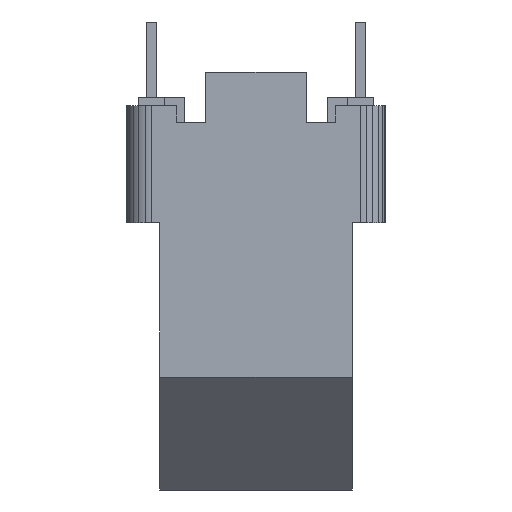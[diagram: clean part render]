
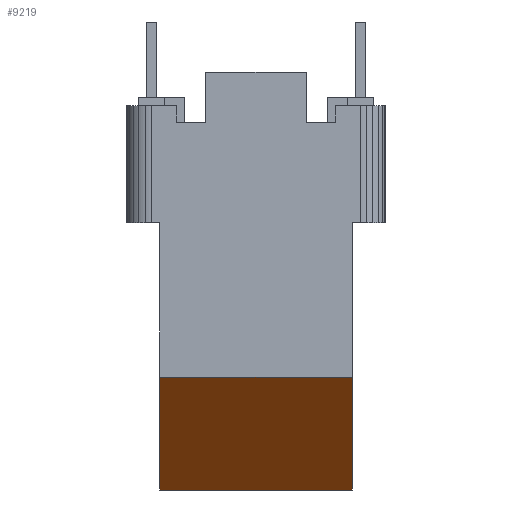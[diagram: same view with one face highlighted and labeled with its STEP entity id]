
A CAD part, front view. The second image highlights one B-rep face of the part: STEP entity #9219.
In plain terms, the highlighted planar face has unit normal (0, -0.707, -0.707).
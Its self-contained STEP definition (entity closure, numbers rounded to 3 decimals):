
#535 = PLANE('',#536);
#536 = AXIS2_PLACEMENT_3D('',#537,#538,#539);
#537 = CARTESIAN_POINT('',(11.5,0.,6.75));
#538 = DIRECTION('',(0.,-1.,0.));
#539 = DIRECTION('',(0.,0.,-1.));
#1164 = PLANE('',#1165);
#1165 = AXIS2_PLACEMENT_3D('',#1166,#1167,#1168);
#1166 = CARTESIAN_POINT('',(11.5,8.,16.));
#1167 = DIRECTION('',(1.,0.,0.));
#1168 = DIRECTION('',(0.,0.,1.));
#1220 = PLANE('',#1221);
#1221 = AXIS2_PLACEMENT_3D('',#1222,#1223,#1224);
#1222 = CARTESIAN_POINT('',(0.,0.,
    16.));
#1223 = DIRECTION('',(-1.,0.,0.));
#1224 = DIRECTION('',(0.,-1.,0.));
#1629 = PLANE('',#1630);
#1630 = AXIS2_PLACEMENT_3D('',#1631,#1632,#1633);
#1631 = CARTESIAN_POINT('',(0.,6.75,0.));
#1632 = DIRECTION('',(0.,0.,-1.));
#1633 = DIRECTION('',(-1.,0.,0.));
#3201 = VERTEX_POINT('',#3202);
#3202 = CARTESIAN_POINT('',(11.5,0.,6.75));
#3223 = EDGE_CURVE('',#3201,#3224,#3226,.T.);
#3224 = VERTEX_POINT('',#3225);
#3225 = CARTESIAN_POINT('',(11.5,6.75,0.));
#3226 = SURFACE_CURVE('',#3227,(#3231,#3238),.PCURVE_S1.);
#3227 = LINE('',#3228,#3229);
#3228 = CARTESIAN_POINT('',(11.5,0.,6.75));
#3229 = VECTOR('',#3230,1.);
#3230 = DIRECTION('',(0.,0.707,-0.707));
#3231 = PCURVE('',#1164,#3232);
#3232 = DEFINITIONAL_REPRESENTATION('',(#3233),#3237);
#3233 = LINE('',#3234,#3235);
#3234 = CARTESIAN_POINT('',(-9.25,8.));
#3235 = VECTOR('',#3236,1.);
#3236 = DIRECTION('',(-0.707,-0.707));
#3237 = ( GEOMETRIC_REPRESENTATION_CONTEXT(2) 
PARAMETRIC_REPRESENTATION_CONTEXT() REPRESENTATION_CONTEXT('2D SPACE',''
  ) );
#3238 = PCURVE('',#3239,#3244);
#3239 = PLANE('',#3240);
#3240 = AXIS2_PLACEMENT_3D('',#3241,#3242,#3243);
#3241 = CARTESIAN_POINT('',(0.,6.75,0.));
#3242 = DIRECTION('',(0.,-0.707,
    -0.707));
#3243 = DIRECTION('',(0.,0.707,-0.707));
#3244 = DEFINITIONAL_REPRESENTATION('',(#3245),#3249);
#3245 = LINE('',#3246,#3247);
#3246 = CARTESIAN_POINT('',(-9.546,11.5));
#3247 = VECTOR('',#3248,1.);
#3248 = DIRECTION('',(1.,0.));
#3249 = ( GEOMETRIC_REPRESENTATION_CONTEXT(2) 
PARAMETRIC_REPRESENTATION_CONTEXT() REPRESENTATION_CONTEXT('2D SPACE',''
  ) );
#9219 = ADVANCED_FACE('',(#9220),#3239,.T.);
#9220 = FACE_BOUND('',#9221,.T.);
#9221 = EDGE_LOOP('',(#9222,#9245,#9246,#9269));
#9222 = ORIENTED_EDGE('',*,*,#9223,.F.);
#9223 = EDGE_CURVE('',#3224,#9224,#9226,.T.);
#9224 = VERTEX_POINT('',#9225);
#9225 = CARTESIAN_POINT('',(0.,6.75,0.));
#9226 = SURFACE_CURVE('',#9227,(#9231,#9238),.PCURVE_S1.);
#9227 = LINE('',#9228,#9229);
#9228 = CARTESIAN_POINT('',(11.5,6.75,0.));
#9229 = VECTOR('',#9230,1.);
#9230 = DIRECTION('',(-1.,0.,0.));
#9231 = PCURVE('',#3239,#9232);
#9232 = DEFINITIONAL_REPRESENTATION('',(#9233),#9237);
#9233 = LINE('',#9234,#9235);
#9234 = CARTESIAN_POINT('',(0.,11.5));
#9235 = VECTOR('',#9236,1.);
#9236 = DIRECTION('',(0.,-1.));
#9237 = ( GEOMETRIC_REPRESENTATION_CONTEXT(2) 
PARAMETRIC_REPRESENTATION_CONTEXT() REPRESENTATION_CONTEXT('2D SPACE',''
  ) );
#9238 = PCURVE('',#1629,#9239);
#9239 = DEFINITIONAL_REPRESENTATION('',(#9240),#9244);
#9240 = LINE('',#9241,#9242);
#9241 = CARTESIAN_POINT('',(-11.5,0.));
#9242 = VECTOR('',#9243,1.);
#9243 = DIRECTION('',(1.,0.));
#9244 = ( GEOMETRIC_REPRESENTATION_CONTEXT(2) 
PARAMETRIC_REPRESENTATION_CONTEXT() REPRESENTATION_CONTEXT('2D SPACE',''
  ) );
#9245 = ORIENTED_EDGE('',*,*,#3223,.F.);
#9246 = ORIENTED_EDGE('',*,*,#9247,.T.);
#9247 = EDGE_CURVE('',#3201,#9248,#9250,.T.);
#9248 = VERTEX_POINT('',#9249);
#9249 = CARTESIAN_POINT('',(0.,0.,6.75));
#9250 = SURFACE_CURVE('',#9251,(#9255,#9262),.PCURVE_S1.);
#9251 = LINE('',#9252,#9253);
#9252 = CARTESIAN_POINT('',(11.5,0.,6.75));
#9253 = VECTOR('',#9254,1.);
#9254 = DIRECTION('',(-1.,0.,0.));
#9255 = PCURVE('',#3239,#9256);
#9256 = DEFINITIONAL_REPRESENTATION('',(#9257),#9261);
#9257 = LINE('',#9258,#9259);
#9258 = CARTESIAN_POINT('',(-9.546,11.5));
#9259 = VECTOR('',#9260,1.);
#9260 = DIRECTION('',(0.,-1.));
#9261 = ( GEOMETRIC_REPRESENTATION_CONTEXT(2) 
PARAMETRIC_REPRESENTATION_CONTEXT() REPRESENTATION_CONTEXT('2D SPACE',''
  ) );
#9262 = PCURVE('',#535,#9263);
#9263 = DEFINITIONAL_REPRESENTATION('',(#9264),#9268);
#9264 = LINE('',#9265,#9266);
#9265 = CARTESIAN_POINT('',(0.,0.));
#9266 = VECTOR('',#9267,1.);
#9267 = DIRECTION('',(0.,-1.));
#9268 = ( GEOMETRIC_REPRESENTATION_CONTEXT(2) 
PARAMETRIC_REPRESENTATION_CONTEXT() REPRESENTATION_CONTEXT('2D SPACE',''
  ) );
#9269 = ORIENTED_EDGE('',*,*,#9270,.T.);
#9270 = EDGE_CURVE('',#9248,#9224,#9271,.T.);
#9271 = SURFACE_CURVE('',#9272,(#9276,#9283),.PCURVE_S1.);
#9272 = LINE('',#9273,#9274);
#9273 = CARTESIAN_POINT('',(0.,0.,6.75));
#9274 = VECTOR('',#9275,1.);
#9275 = DIRECTION('',(0.,0.707,-0.707));
#9276 = PCURVE('',#3239,#9277);
#9277 = DEFINITIONAL_REPRESENTATION('',(#9278),#9282);
#9278 = LINE('',#9279,#9280);
#9279 = CARTESIAN_POINT('',(-9.546,0.));
#9280 = VECTOR('',#9281,1.);
#9281 = DIRECTION('',(1.,0.));
#9282 = ( GEOMETRIC_REPRESENTATION_CONTEXT(2) 
PARAMETRIC_REPRESENTATION_CONTEXT() REPRESENTATION_CONTEXT('2D SPACE',''
  ) );
#9283 = PCURVE('',#1220,#9284);
#9284 = DEFINITIONAL_REPRESENTATION('',(#9285),#9289);
#9285 = LINE('',#9286,#9287);
#9286 = CARTESIAN_POINT('',(0.,-9.25));
#9287 = VECTOR('',#9288,1.);
#9288 = DIRECTION('',(-0.707,-0.707));
#9289 = ( GEOMETRIC_REPRESENTATION_CONTEXT(2) 
PARAMETRIC_REPRESENTATION_CONTEXT() REPRESENTATION_CONTEXT('2D SPACE',''
  ) );
